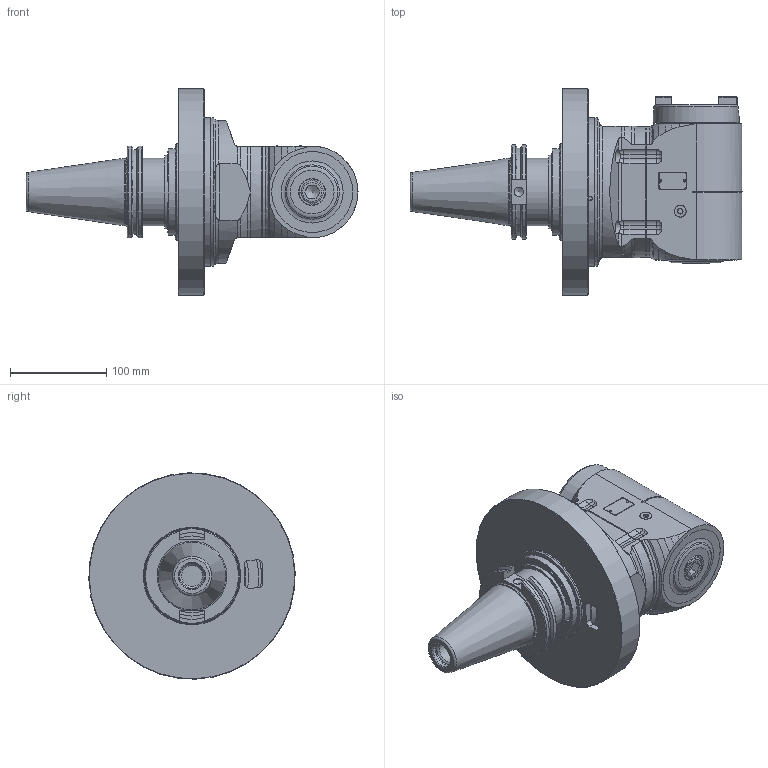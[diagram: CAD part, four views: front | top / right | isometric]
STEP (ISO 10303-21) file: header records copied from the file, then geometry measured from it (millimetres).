
FILE_DESCRIPTION(/* description */ (''),/* implementation_level */ '2;1');
FILE_NAME(/* name */ '9.F90.S4001-CAT50.stp',/* time_stamp */ '2025-08-20T11:21:11-04:00',/* author */ ('jkrenzer'),/* organization */ (''),/* preprocessor_version */ 'ST-DEVELOPER v18.1',/* originating_system */ 'Autodesk Inventor 2022',/* authorisation */ '');
FILE_SCHEMA (('AUTOMOTIVE_DESIGN { 1 0 10303 214 3 1 1 }'));
Products named in the file (4): 9.F90.S4001-CAT50; 9_SK_45_2   (Cat50, MTC); 9_FL_F90T3   (MTC, Universal Flange, Type 3); 9_F90_S4001
Assembly tree (3 placements, depth 2):
  9.F90.S4001-CAT50
    9_SK_45_2   (Cat50, MTC)
    9_FL_F90T3   (MTC, Universal Flange, Type 3)
    9_F90_S4001
Bounding box: 344.1 x 213.89 x 213.89 mm (x, y, z)
Volume: 3507875.9 mm3; surface area: 320409.9 mm2
Topology: 4 solids, 4 shells, 468 faces, 1167 edges, 724 vertices
Faces by surface type: plane 196, cylinder 122, cone 105, torus 27, sphere 18
Full cylindrical faces by diameter (mm): 2.5 x2, 8.5 x4, 9.525 x1, 10 x2, 10.25 x4, 10.5 x2, 12 x1, 12.5 x1, 13.5 x4, 16 x1, 16.5 x1, 19.4 x1, 20 x2, 21.963 x1, 23 x1, 23.5 x1, 25.3 x1, 26.187 x1, 26.8 x1, 28 x1, 60 x1, 69.25 x1, 69.85 x1, 76 x1, 84 x1, 88.882 x1, 90 x1, 100 x2, 111.7 x1, 117.7 x1
Entity records: 14283 total; most frequent: CARTESIAN_POINT 3253, DIRECTION 2324, ORIENTED_EDGE 2280, EDGE_CURVE 1140, AXIS2_PLACEMENT_3D 912, VERTEX_POINT 724, EDGE_LOOP 526, LINE 500
